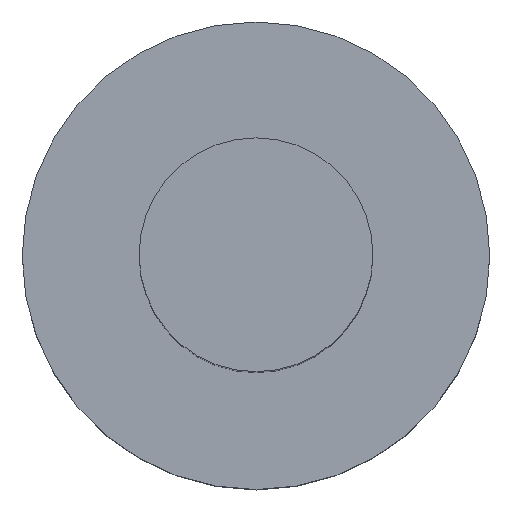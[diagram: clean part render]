
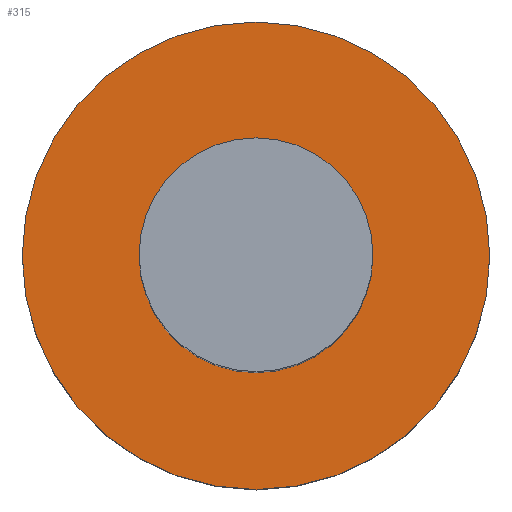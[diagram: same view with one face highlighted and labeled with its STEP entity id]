
A CAD part, top view. The second image highlights one B-rep face of the part: STEP entity #315.
In plain terms, the highlighted planar face has unit normal (0, 0, 1).
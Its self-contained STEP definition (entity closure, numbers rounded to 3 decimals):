
#230=CARTESIAN_POINT('POINT15',(4.,0.,0.));
#231=VERTEX_POINT('VERTEX15',#230);
#238=CARTESIAN_POINT('POINT16',(-4.,0.,
   0.));
#239=VERTEX_POINT('VERTEX16',#238);
#240=CARTESIAN_POINT('POS29',(0.,0.,0.));
#241=DIRECTION('DIR38',(0.,0.,1.));
#242=DIRECTION('DIR39',(1.,0.,0.));
#243=AXIS2_PLACEMENT_3D('AXIS10',#240,#241,#242);
#244=CIRCLE('ELLIPSE2',#243,4.);
#245=EDGE_CURVE('EDGE22',#239,#231,#244,.T.);
#265=EDGE_CURVE('EDGE24',#231,#239,#244,.T.);
#291=ORIENTED_EDGE('COEDGE49',*,*,#265,.T.);
#292=ORIENTED_EDGE('COEDGE50',*,*,#245,.T.);
#293=EDGE_LOOP('NONE',(#291,#292));
#294=FACE_BOUND('LOOP1',#293,.T.);
#295=CARTESIAN_POINT('POINT19',(2.,0.,0.));
#296=VERTEX_POINT('VERTEX19',#295);
#297=CARTESIAN_POINT('POINT20',(-2.,0.,0.
   ));
#298=VERTEX_POINT('VERTEX20',#297);
#299=CARTESIAN_POINT('POS34',(0.,0.,0.));
#300=DIRECTION('DIR47',(0.,0.,-1.));
#301=DIRECTION('DIR48',(1.,0.,0.));
#302=AXIS2_PLACEMENT_3D('AXIS14',#299,#300,#301);
#303=CIRCLE('ELLIPSE4',#302,2.);
#304=EDGE_CURVE('EDGE27',#296,#298,#303,.T.);
#305=ORIENTED_EDGE('COEDGE51',*,*,#304,.T.);
#306=EDGE_CURVE('EDGE28',#298,#296,#303,.T.);
#307=ORIENTED_EDGE('COEDGE52',*,*,#306,.T.);
#308=EDGE_LOOP('NONE',(#305,#307));
#309=FACE_BOUND('LOOP1',#308,.T.);
#310=CARTESIAN_POINT('POS35',(0.,0.,0.));
#311=DIRECTION('DIR49',(0.,0.,1.));
#312=DIRECTION('DIR50',(1.,0.,0.));
#313=AXIS2_PLACEMENT_3D('AXIS15',#310,#311,#312);
#314=PLANE('PLANE10',#313);
#315=ADVANCED_FACE('FACE12',(#294,#309),#314,.T.);
